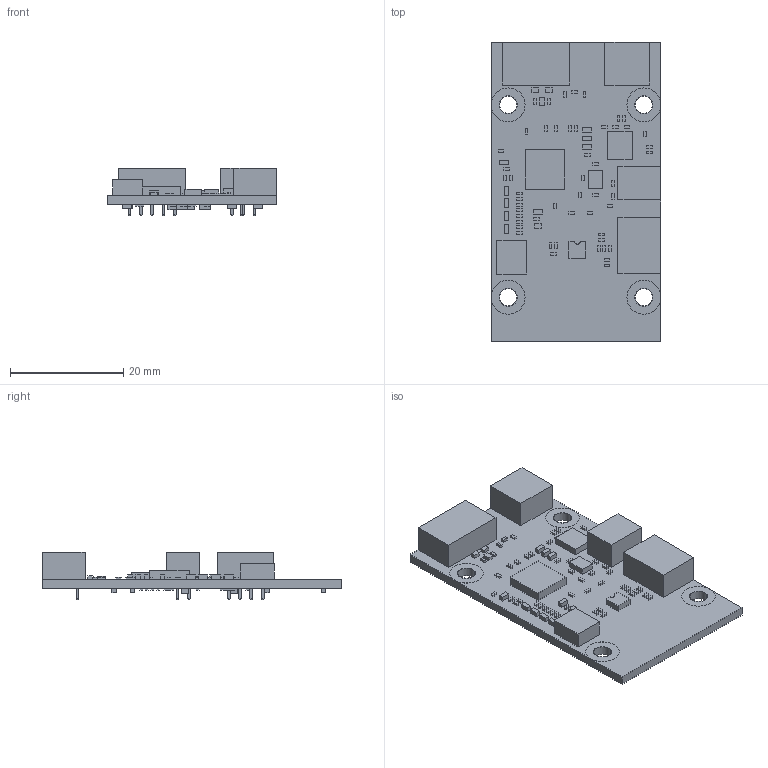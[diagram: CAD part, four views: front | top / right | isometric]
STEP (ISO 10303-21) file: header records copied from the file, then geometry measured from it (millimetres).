
FILE_DESCRIPTION(/* description */ (''),/* implementation_level */ '2;1');
FILE_NAME(/* name */ 'TSC-52_U-F.stp',/* time_stamp */ '2022-07-20T17:07:08+09:00',/* author */ (''),/* organization */ (''),/* preprocessor_version */ 'ST-DEVELOPER v18.1',/* originating_system */ 'Autodesk Inventor 2020',/* authorisation */ '');
FILE_SCHEMA (('AUTOMOTIVE_DESIGN { 1 0 10303 214 3 1 1 }'));
Length unit declared in the file: millimetre
Products named in the file (1): TSC-52_U-F
Bounding box: 30 x 53 x 8.4 mm (x, y, z)
Volume: 4052.3 mm3; surface area: 4451.2 mm2
Topology: 1 solids, 1 shells, 650 faces, 1558 edges, 1028 vertices
Faces by surface type: plane 637, cylinder 13
Full cylindrical faces by diameter (mm): 3 x4, 3.2 x4, 6 x4
Entity records: 18507 total; most frequent: CARTESIAN_POINT 3237, ORIENTED_EDGE 3116, DIRECTION 2910, EDGE_CURVE 1558, LINE 1508, VECTOR 1508, VERTEX_POINT 1028, EDGE_LOOP 776
